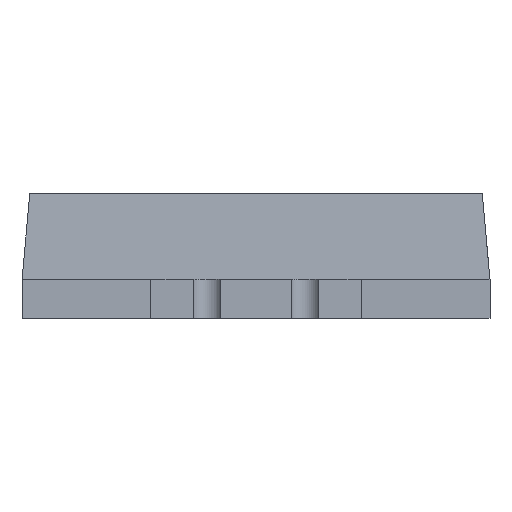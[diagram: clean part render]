
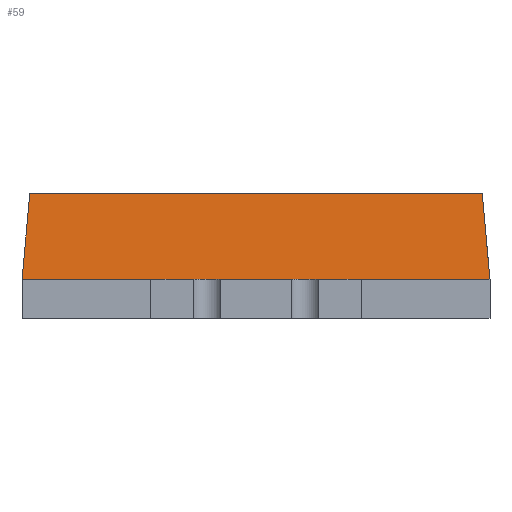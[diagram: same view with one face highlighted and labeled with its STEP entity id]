
A CAD part, left-side view. The second image highlights one B-rep face of the part: STEP entity #59.
In plain terms, the highlighted planar face has unit normal (-0.996, 0, 0.09).
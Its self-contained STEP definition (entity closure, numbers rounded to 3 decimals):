
#59=ADVANCED_FACE('',(#204),#2272,.T.);
#204=FACE_OUTER_BOUND('',#343,.T.);
#343=EDGE_LOOP('',(#502,#503,#504,#505,#506,#507));
#502=ORIENTED_EDGE('',*,*,#1213,.T.);
#503=ORIENTED_EDGE('',*,*,#1211,.F.);
#504=ORIENTED_EDGE('',*,*,#1214,.T.);
#505=ORIENTED_EDGE('',*,*,#1215,.T.);
#506=ORIENTED_EDGE('',*,*,#1353,.T.);
#507=ORIENTED_EDGE('',*,*,#1352,.T.);
#1211=EDGE_CURVE('',#1935,#1933,#1803,.T.);
#1213=EDGE_CURVE('',#1939,#1933,#1805,.T.);
#1214=EDGE_CURVE('',#1935,#1940,#1806,.T.);
#1215=EDGE_CURVE('',#1940,#1993,#1807,.T.);
#1352=EDGE_CURVE('',#1992,#1939,#1877,.T.);
#1353=EDGE_CURVE('',#1993,#1992,#1878,.T.);
#1803=B_SPLINE_CURVE_WITH_KNOTS('',1,(#2970,#2971),.UNSPECIFIED.,.F.,.F.,
(2,2),(0.,2.9),.UNSPECIFIED.);
#1805=B_SPLINE_CURVE_WITH_KNOTS('',1,(#2974,#2975),.UNSPECIFIED.,.F.,.F.,
(2,2),(0.,0.555),.UNSPECIFIED.);
#1806=B_SPLINE_CURVE_WITH_KNOTS('',1,(#2976,#2977),.UNSPECIFIED.,.F.,.F.,
(2,2),(0.,0.555),.UNSPECIFIED.);
#1807=B_SPLINE_CURVE_WITH_KNOTS('',1,(#2978,#2979),.UNSPECIFIED.,.F.,.F.,
(2,2),(0.,0.825),.UNSPECIFIED.);
#1877=B_SPLINE_CURVE_WITH_KNOTS('',1,(#3446,#3447),.UNSPECIFIED.,.F.,.F.,
(2,2),(2.175,3.),.UNSPECIFIED.);
#1878=B_SPLINE_CURVE_WITH_KNOTS('',1,(#3448,#3449),.UNSPECIFIED.,.F.,.F.,
(2,2),(0.825,2.175),.UNSPECIFIED.);
#1933=VERTEX_POINT('',#2846);
#1935=VERTEX_POINT('',#2848);
#1939=VERTEX_POINT('',#2852);
#1940=VERTEX_POINT('',#2853);
#1992=VERTEX_POINT('',#2905);
#1993=VERTEX_POINT('',#2906);
#2272=PLANE('',#2343);
#2343=AXIS2_PLACEMENT_3D('',#2833,#2388,$);
#2388=DIRECTION('',(-0.996,0.,0.091));
#2833=CARTESIAN_POINT('',(-2.299,-1.53,0.82));
#2846=CARTESIAN_POINT('',(-2.3,-1.45,0.81));
#2848=CARTESIAN_POINT('',(-2.3,1.45,0.81));
#2852=CARTESIAN_POINT('',(-2.35,-1.5,0.26));
#2853=CARTESIAN_POINT('',(-2.35,1.5,0.26));
#2905=CARTESIAN_POINT('',(-2.35,-0.675,0.26));
#2906=CARTESIAN_POINT('',(-2.35,0.675,0.26));
#2970=CARTESIAN_POINT('',(-2.3,1.45,0.81));
#2971=CARTESIAN_POINT('',(-2.3,-1.45,0.81));
#2974=CARTESIAN_POINT('',(-2.35,-1.5,0.26));
#2975=CARTESIAN_POINT('',(-2.3,-1.45,0.81));
#2976=CARTESIAN_POINT('',(-2.3,1.45,0.81));
#2977=CARTESIAN_POINT('',(-2.35,1.5,0.26));
#2978=CARTESIAN_POINT('',(-2.35,1.5,0.26));
#2979=CARTESIAN_POINT('',(-2.35,0.675,0.26));
#3446=CARTESIAN_POINT('',(-2.35,-0.675,0.26));
#3447=CARTESIAN_POINT('',(-2.35,-1.5,0.26));
#3448=CARTESIAN_POINT('',(-2.35,0.675,0.26));
#3449=CARTESIAN_POINT('',(-2.35,-0.675,0.26));
